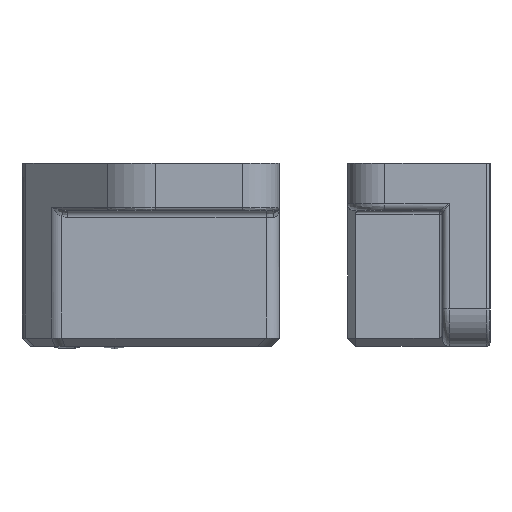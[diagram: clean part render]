
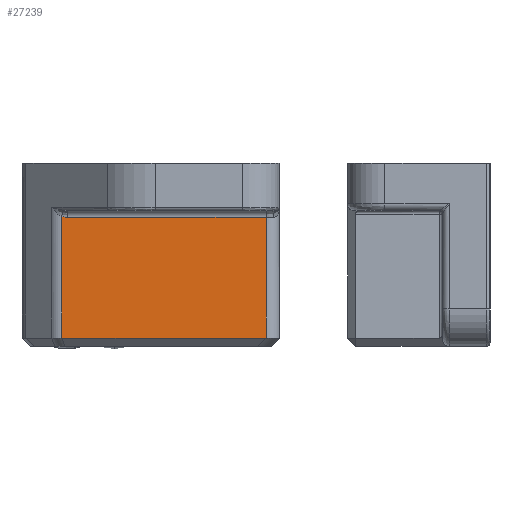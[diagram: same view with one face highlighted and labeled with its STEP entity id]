
A CAD part, left-side view. The second image highlights one B-rep face of the part: STEP entity #27239.
In plain terms, the highlighted face is planar.
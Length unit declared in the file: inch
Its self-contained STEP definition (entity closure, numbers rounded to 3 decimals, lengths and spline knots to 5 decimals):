
#591 = PLANE ( 'NONE',  #4839 ) ;
#1059 = EDGE_CURVE ( 'NONE', #10262, #5325, #20282, .T. ) ;
#1227 = CARTESIAN_POINT ( 'NONE',  ( -1.01574, 1.0494, 3.32677 ) ) ;
#1278 = ORIENTED_EDGE ( 'NONE', *, *, #28355, .F. ) ;
#2517 = EDGE_LOOP ( 'NONE', ( #16930, #12529, #21387, #8029, #23409, #11836, #1278 ) ) ;
#2944 = DIRECTION ( 'NONE',  ( 0., 1., 0. ) ) ;
#2979 = DIRECTION ( 'NONE',  ( 1., 0., 0. ) ) ;
#4082 = VERTEX_POINT ( 'NONE', #11663 ) ;
#4420 = B_SPLINE_CURVE_WITH_KNOTS ( 'NONE', 3,
 ( #34903, #7510, #26707, #4946 ),
 .UNSPECIFIED., .F., .F.,
 ( 4, 4 ),
 ( 0., 1. ),
 .UNSPECIFIED. ) ;
#4839 = AXIS2_PLACEMENT_3D ( 'NONE', #8615, #16932, #11511 ) ;
#4946 = CARTESIAN_POINT ( 'NONE',  ( -0.31496, 1.01547, 3.32677 ) ) ;
#5325 = VERTEX_POINT ( 'NONE', #8575 ) ;
#5715 = CARTESIAN_POINT ( 'NONE',  ( 1.61573, 1.05006, 3.32677 ) ) ;
#6373 = VERTEX_POINT ( 'NONE', #12368 ) ;
#6506 = VERTEX_POINT ( 'NONE', #13073 ) ;
#7510 = CARTESIAN_POINT ( 'NONE',  ( -0.31314, 1.03924, 3.32677 ) ) ;
#8029 = ORIENTED_EDGE ( 'NONE', *, *, #1059, .F. ) ;
#8575 = CARTESIAN_POINT ( 'NONE',  ( -1.01566, -0.1378, 3.32677 ) ) ;
#8615 = CARTESIAN_POINT ( 'NONE',  ( 1.61573, 1.08268, 3.32677 ) ) ;
#8742 = DIRECTION ( 'NONE',  ( 0., 1., 0. ) ) ;
#9081 = CARTESIAN_POINT ( 'NONE',  ( -1.01575, 1.04874, 3.32677 ) ) ;
#9829 = CARTESIAN_POINT ( 'NONE',  ( -0.31496, 1.01547, 3.32677 ) ) ;
#10262 = VERTEX_POINT ( 'NONE', #10464 ) ;
#10464 = CARTESIAN_POINT ( 'NONE',  ( -0.31496, -0.1378, 3.32677 ) ) ;
#11511 = DIRECTION ( 'NONE',  ( 0., -1., 0. ) ) ;
#11663 = CARTESIAN_POINT ( 'NONE',  ( -1.01575, 1.04808, 3.32677 ) ) ;
#11788 = CARTESIAN_POINT ( 'NONE',  ( -1.01573, 1.05006, 3.32677 ) ) ;
#11836 = ORIENTED_EDGE ( 'NONE', *, *, #16731, .F. ) ;
#12368 = CARTESIAN_POINT ( 'NONE',  ( -1.01573, 1.05006, 3.32677 ) ) ;
#12529 = ORIENTED_EDGE ( 'NONE', *, *, #34931, .F. ) ;
#12736 = CARTESIAN_POINT ( 'NONE',  ( -1.01572, -0.13619, 3.32677 ) ) ;
#13073 = CARTESIAN_POINT ( 'NONE',  ( -0.30966, 1.05006, 3.32677 ) ) ;
#13586 = VECTOR ( 'NONE', #2979, 39.37008 ) ;
#14172 = CARTESIAN_POINT ( 'NONE',  ( -0.31496, 1.27953, 3.32677 ) ) ;
#15198 = CARTESIAN_POINT ( 'NONE',  ( -1.06299, -0.1378, 3.32677 ) ) ;
#16211 = VERTEX_POINT ( 'NONE', #9829 ) ;
#16731 = EDGE_CURVE ( 'NONE', #6506, #16211, #4420, .T. ) ;
#16930 = ORIENTED_EDGE ( 'NONE', *, *, #18050, .F. ) ;
#16932 = DIRECTION ( 'NONE',  ( 0., 0., -1. ) ) ;
#17595 = VECTOR ( 'NONE', #8742, 39.37008 ) ;
#18050 = EDGE_CURVE ( 'NONE', #4082, #6373, #23255, .T. ) ;
#18653 = EDGE_CURVE ( 'NONE', #5325, #22877, #20906, .T. ) ;
#19496 = LINE ( 'NONE', #5715, #13586 ) ;
#20282 = LINE ( 'NONE', #15198, #30725 ) ;
#20906 =( BOUNDED_CURVE ( )  B_SPLINE_CURVE ( 3, ( #32150, #12736, #34874, #29597 ),
 .UNSPECIFIED., .F., .F. ) 
 B_SPLINE_CURVE_WITH_KNOTS ( ( 4, 4 ),
 ( 5.72687, 5.75959 ),
 .UNSPECIFIED. ) 
 CURVE ( )  GEOMETRIC_REPRESENTATION_ITEM ( )  RATIONAL_B_SPLINE_CURVE ( ( 1., 1., 1., 1. ) ) 
 REPRESENTATION_ITEM ( '' )  );
#21387 = ORIENTED_EDGE ( 'NONE', *, *, #18653, .F. ) ;
#22877 = VERTEX_POINT ( 'NONE', #32810 ) ;
#23255 =( BOUNDED_CURVE ( )  B_SPLINE_CURVE ( 3, ( #34117, #9081, #1227, #11788 ),
 .UNSPECIFIED., .F., .F. ) 
 B_SPLINE_CURVE_WITH_KNOTS ( ( 4, 4 ),
 ( 0.27401, 0.29005 ),
 .UNSPECIFIED. ) 
 CURVE ( )  GEOMETRIC_REPRESENTATION_ITEM ( )  RATIONAL_B_SPLINE_CURVE ( ( 1., 1., 1., 1. ) ) 
 REPRESENTATION_ITEM ( '' )  );
#23409 = ORIENTED_EDGE ( 'NONE', *, *, #27627, .T. ) ;
#23808 = VECTOR ( 'NONE', #2944, 39.37008 ) ;
#26707 = CARTESIAN_POINT ( 'NONE',  ( -0.31496, 1.02736, 3.32677 ) ) ;
#27085 = LINE ( 'NONE', #27258, #23808 ) ;
#27239 = ADVANCED_FACE ( 'NONE', ( #30566 ), #591, .F. ) ;
#27258 = CARTESIAN_POINT ( 'NONE',  ( -1.01575, 1.08268, 3.32677 ) ) ;
#27627 = EDGE_CURVE ( 'NONE', #10262, #16211, #32899, .T. ) ;
#28355 = EDGE_CURVE ( 'NONE', #6373, #6506, #19496, .T. ) ;
#29597 = CARTESIAN_POINT ( 'NONE',  ( -1.01575, -0.13302, 3.32677 ) ) ;
#30566 = FACE_OUTER_BOUND ( 'NONE', #2517, .T. ) ;
#30725 = VECTOR ( 'NONE', #34451, 39.37008 ) ;
#32150 = CARTESIAN_POINT ( 'NONE',  ( -1.01566, -0.1378, 3.32677 ) ) ;
#32810 = CARTESIAN_POINT ( 'NONE',  ( -1.01575, -0.13302, 3.32677 ) ) ;
#32899 = LINE ( 'NONE', #14172, #17595 ) ;
#34117 = CARTESIAN_POINT ( 'NONE',  ( -1.01575, 1.04808, 3.32677 ) ) ;
#34451 = DIRECTION ( 'NONE',  ( -1., 0., 0. ) ) ;
#34874 = CARTESIAN_POINT ( 'NONE',  ( -1.01575, -0.1346, 3.32677 ) ) ;
#34903 = CARTESIAN_POINT ( 'NONE',  ( -0.30966, 1.05006, 3.32677 ) ) ;
#34931 = EDGE_CURVE ( 'NONE', #22877, #4082, #27085, .T. ) ;
